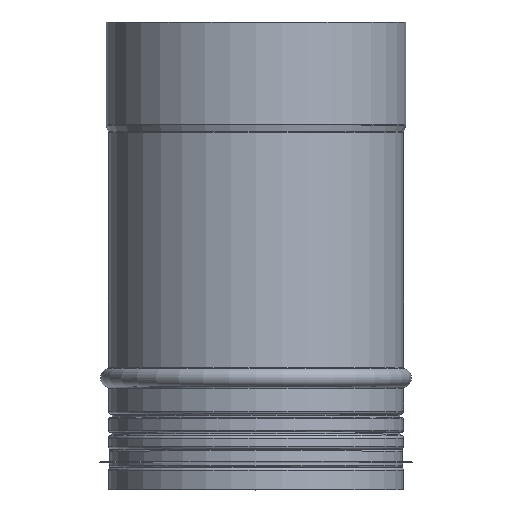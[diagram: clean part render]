
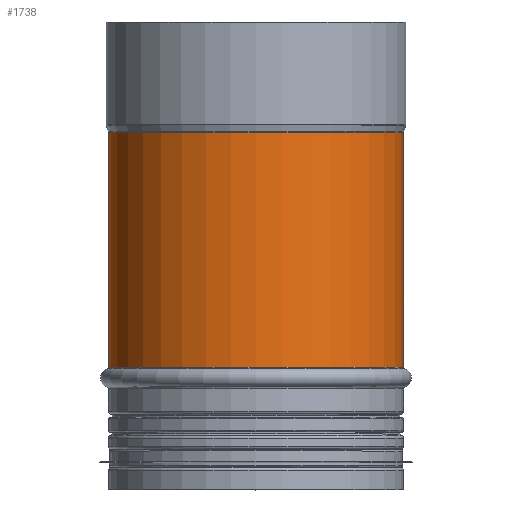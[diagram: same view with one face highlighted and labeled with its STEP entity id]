
A CAD part, top view. The second image highlights one B-rep face of the part: STEP entity #1738.
In plain terms, the highlighted cylindrical face has radius 101 mm (diameter 202 mm), a partial arc.
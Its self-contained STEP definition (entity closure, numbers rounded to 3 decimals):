
#57=CYLINDRICAL_SURFACE('',#1944,101.);
#191=FACE_OUTER_BOUND('',#311,.T.);
#311=EDGE_LOOP('',(#1346,#1347,#1348,#1349));
#453=CIRCLE('',#1943,101.);
#454=CIRCLE('',#1945,101.);
#530=LINE('',#2751,#630);
#547=LINE('',#2802,#647);
#630=VECTOR('',#2155,160.859);
#647=VECTOR('',#2204,160.859);
#732=VERTEX_POINT('',#2744);
#734=VERTEX_POINT('',#2750);
#750=VERTEX_POINT('',#2795);
#752=VERTEX_POINT('',#2801);
#874=EDGE_CURVE('',#734,#732,#530,.T.);
#899=EDGE_CURVE('',#750,#752,#547,.T.);
#994=EDGE_CURVE('',#750,#734,#453,.T.);
#995=EDGE_CURVE('',#752,#732,#454,.T.);
#1346=ORIENTED_EDGE('',*,*,#874,.T.);
#1347=ORIENTED_EDGE('',*,*,#995,.F.);
#1348=ORIENTED_EDGE('',*,*,#899,.F.);
#1349=ORIENTED_EDGE('',*,*,#994,.T.);
#1738=ADVANCED_FACE('',(#191),#57,.T.);
#1943=AXIS2_PLACEMENT_3D('',#2989,#2448,#2449);
#1944=AXIS2_PLACEMENT_3D('',#2990,#2450,#2451);
#1945=AXIS2_PLACEMENT_3D('',#2991,#2452,#2453);
#2155=DIRECTION('',(0.,-1.,0.));
#2204=DIRECTION('',(0.,-1.,0.));
#2448=DIRECTION('center_axis',(0.,-1.,0.));
#2449=DIRECTION('ref_axis',(-1.,0.,0.));
#2450=DIRECTION('center_axis',(0.,-1.,0.));
#2451=DIRECTION('ref_axis',(-1.,0.,0.));
#2452=DIRECTION('center_axis',(0.,-1.,0.));
#2453=DIRECTION('ref_axis',(-1.,0.,0.));
#2744=CARTESIAN_POINT('',(-101.,83.828,0.176));
#2750=CARTESIAN_POINT('',(-101.,244.688,0.176));
#2751=CARTESIAN_POINT('',(-101.,244.688,0.176));
#2795=CARTESIAN_POINT('',(-101.,244.688,0.));
#2801=CARTESIAN_POINT('',(-101.,83.828,0.));
#2802=CARTESIAN_POINT('',(-101.,244.688,0.));
#2989=CARTESIAN_POINT('Origin',(0.,244.688,0.));
#2990=CARTESIAN_POINT('Origin',(0.,155.162,0.));
#2991=CARTESIAN_POINT('Origin',(0.,83.828,0.));
